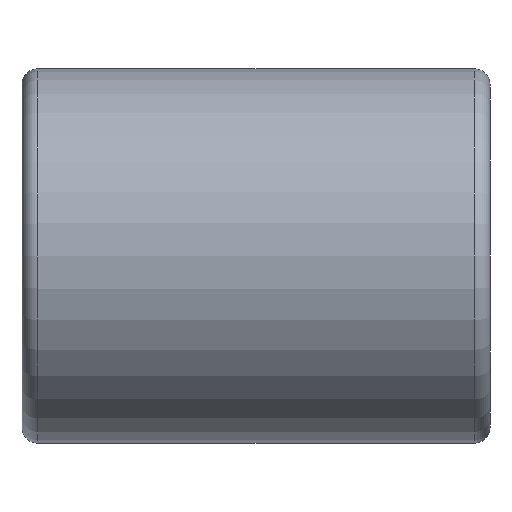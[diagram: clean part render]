
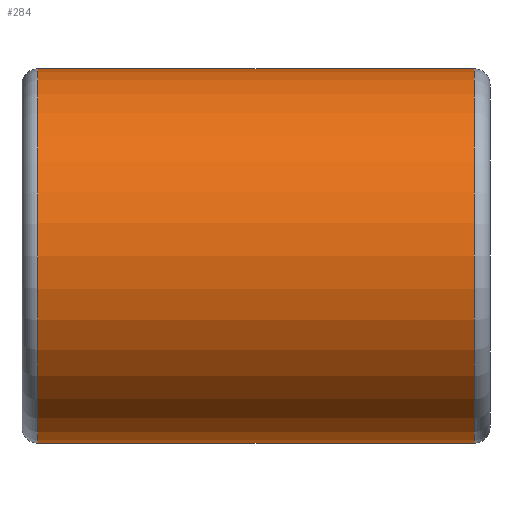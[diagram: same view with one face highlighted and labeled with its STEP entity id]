
A CAD part, left-side view. The second image highlights one B-rep face of the part: STEP entity #284.
In plain terms, the highlighted cylindrical face has radius 6 mm (diameter 12 mm), a partial arc.
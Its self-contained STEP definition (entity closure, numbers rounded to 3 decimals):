
#14 = CARTESIAN_POINT ( 'NONE',  ( 0., 33.565, 6. ) ) ;
#25 = DIRECTION ( 'NONE',  ( 0., 1., 0. ) ) ;
#63 = CIRCLE ( 'NONE', #273, 6. ) ;
#68 = CIRCLE ( 'NONE', #168, 6. ) ;
#76 = CARTESIAN_POINT ( 'NONE',  ( 0., 7., 6. ) ) ;
#81 = LINE ( 'NONE', #93, #344 ) ;
#93 = CARTESIAN_POINT ( 'NONE',  ( 0., 33.565, -6. ) ) ;
#97 = DIRECTION ( 'NONE',  ( 0., 1., 0. ) ) ;
#113 = EDGE_CURVE ( 'NONE', #407, #363, #68, .T. ) ;
#120 = EDGE_CURVE ( 'NONE', #179, #301, #63, .T. ) ;
#134 = EDGE_CURVE ( 'NONE', #363, #179, #406, .T. ) ;
#168 = AXIS2_PLACEMENT_3D ( 'NONE', #347, #300, #409 ) ;
#179 = VERTEX_POINT ( 'NONE', #76 ) ;
#186 = ORIENTED_EDGE ( 'NONE', *, *, #134, .T. ) ;
#192 = EDGE_LOOP ( 'NONE', ( #204, #318, #186, #280 ) ) ;
#204 = ORIENTED_EDGE ( 'NONE', *, *, #212, .F. ) ;
#212 = EDGE_CURVE ( 'NONE', #407, #301, #81, .T. ) ;
#224 = CARTESIAN_POINT ( 'NONE',  ( 0., -7., -6. ) ) ;
#273 = AXIS2_PLACEMENT_3D ( 'NONE', #309, #323, #396 ) ;
#280 = ORIENTED_EDGE ( 'NONE', *, *, #120, .T. ) ;
#284 = ADVANCED_FACE ( 'NONE', ( #307 ), #448, .T. ) ;
#300 = DIRECTION ( 'NONE',  ( 0., 1., 0. ) ) ;
#301 = VERTEX_POINT ( 'NONE', #390 ) ;
#307 = FACE_OUTER_BOUND ( 'NONE', #192, .T. ) ;
#309 = CARTESIAN_POINT ( 'NONE',  ( 0., 7., 0. ) ) ;
#318 = ORIENTED_EDGE ( 'NONE', *, *, #113, .T. ) ;
#319 = VECTOR ( 'NONE', #25, 1000. ) ;
#323 = DIRECTION ( 'NONE',  ( 0., -1., 0. ) ) ;
#340 = CARTESIAN_POINT ( 'NONE',  ( 0., 33.565, 0. ) ) ;
#342 = DIRECTION ( 'NONE',  ( 0., 1., 0. ) ) ;
#344 = VECTOR ( 'NONE', #97, 1000. ) ;
#347 = CARTESIAN_POINT ( 'NONE',  ( 0., -7., 0. ) ) ;
#354 = DIRECTION ( 'NONE',  ( 0., 0., 1. ) ) ;
#363 = VERTEX_POINT ( 'NONE', #380 ) ;
#380 = CARTESIAN_POINT ( 'NONE',  ( 0., -7., 6. ) ) ;
#390 = CARTESIAN_POINT ( 'NONE',  ( 0., 7., -6. ) ) ;
#396 = DIRECTION ( 'NONE',  ( 0., 0., -1. ) ) ;
#401 = AXIS2_PLACEMENT_3D ( 'NONE', #340, #342, #354 ) ;
#406 = LINE ( 'NONE', #14, #319 ) ;
#407 = VERTEX_POINT ( 'NONE', #224 ) ;
#409 = DIRECTION ( 'NONE',  ( 0., 0., 1. ) ) ;
#448 = CYLINDRICAL_SURFACE ( 'NONE', #401, 6. ) ;
